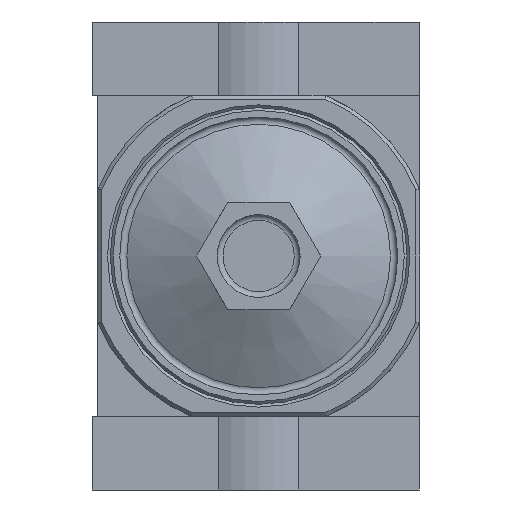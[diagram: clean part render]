
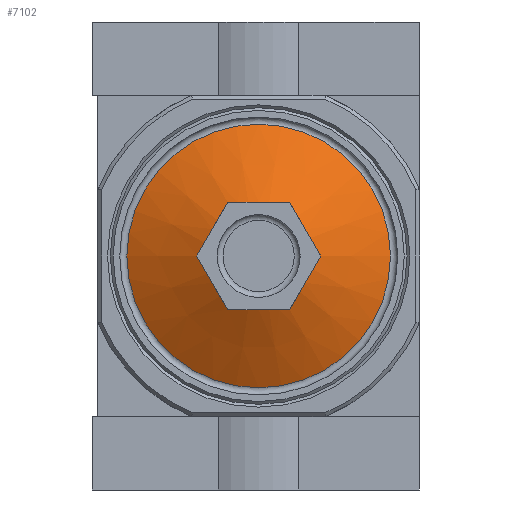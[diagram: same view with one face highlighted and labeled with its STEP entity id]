
A CAD part, front view. The second image highlights one B-rep face of the part: STEP entity #7102.
In plain terms, the highlighted conical face has half-angle 62 degrees and reference radius 27.03 mm.
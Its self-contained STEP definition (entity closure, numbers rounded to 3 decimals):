
#111=CONICAL_SURFACE('',#7576,27.031,1.082);
#178=B_SPLINE_CURVE_WITH_KNOTS('',3,(#10333,#10334,#10335,#10336,#10337,
#10338),.UNSPECIFIED.,.F.,.F.,(4,1,1,4),(0.,0.006,
0.01,0.013),.UNSPECIFIED.);
#179=B_SPLINE_CURVE_WITH_KNOTS('',3,(#10341,#10342,#10343,#10344,#10345,
#10346),.UNSPECIFIED.,.F.,.F.,(4,1,1,4),(0.016,0.023,
0.026,0.029),.UNSPECIFIED.);
#180=B_SPLINE_CURVE_WITH_KNOTS('',3,(#10348,#10349,#10350,#10351,#10352,
#10353),.UNSPECIFIED.,.F.,.F.,(4,1,1,4),(0.,0.006,
0.01,0.013),.UNSPECIFIED.);
#181=B_SPLINE_CURVE_WITH_KNOTS('',3,(#10355,#10356,#10357,#10358,#10359,
#10360),.UNSPECIFIED.,.F.,.F.,(4,1,1,4),(0.,0.006,
0.01,0.013),.UNSPECIFIED.);
#182=B_SPLINE_CURVE_WITH_KNOTS('',3,(#10362,#10363,#10364,#10365,#10366,
#10367),.UNSPECIFIED.,.F.,.F.,(4,1,1,4),(0.016,0.023,
0.026,0.029),.UNSPECIFIED.);
#183=B_SPLINE_CURVE_WITH_KNOTS('',3,(#10369,#10370,#10371,#10372,#10373,
#10374),.UNSPECIFIED.,.F.,.F.,(4,1,1,4),(0.,0.006,
0.01,0.013),.UNSPECIFIED.);
#517=CIRCLE('',#7577,27.031);
#941=ORIENTED_EDGE('',*,*,#2495,.F.);
#942=ORIENTED_EDGE('',*,*,#2496,.F.);
#943=ORIENTED_EDGE('',*,*,#2497,.F.);
#944=ORIENTED_EDGE('',*,*,#2498,.F.);
#945=ORIENTED_EDGE('',*,*,#2499,.F.);
#946=ORIENTED_EDGE('',*,*,#2500,.F.);
#947=ORIENTED_EDGE('',*,*,#2501,.T.);
#2495=EDGE_CURVE('',#3255,#3256,#178,.T.);
#2496=EDGE_CURVE('',#3257,#3255,#179,.T.);
#2497=EDGE_CURVE('',#3258,#3257,#180,.T.);
#2498=EDGE_CURVE('',#3259,#3258,#181,.T.);
#2499=EDGE_CURVE('',#3260,#3259,#182,.T.);
#2500=EDGE_CURVE('',#3256,#3260,#183,.T.);
#2501=EDGE_CURVE('',#3261,#3261,#517,.T.);
#3255=VERTEX_POINT('',#10339);
#3256=VERTEX_POINT('',#10340);
#3257=VERTEX_POINT('',#10347);
#3258=VERTEX_POINT('',#10354);
#3259=VERTEX_POINT('',#10361);
#3260=VERTEX_POINT('',#10368);
#3261=VERTEX_POINT('',#10376);
#4520=EDGE_LOOP('',(#941,#942,#943,#944,#945,#946));
#4521=EDGE_LOOP('',(#947));
#5028=FACE_BOUND('',#4520,.T.);
#5029=FACE_BOUND('',#4521,.T.);
#7102=ADVANCED_FACE('',(#5028,#5029),#111,.T.);
#7576=AXIS2_PLACEMENT_3D('',#10332,#8478,#8479);
#7577=AXIS2_PLACEMENT_3D('',#10375,#8480,#8481);
#8478=DIRECTION('',(0.,1.,0.));
#8479=DIRECTION('',(0.,0.,1.));
#8480=DIRECTION('',(0.,-1.,0.));
#8481=DIRECTION('',(0.,0.,-1.));
#10332=CARTESIAN_POINT('',(0.,-28.876,0.));
#10333=CARTESIAN_POINT('',(11.,-36.495,6.351));
#10334=CARTESIAN_POINT('',(9.198,-37.048,7.391));
#10335=CARTESIAN_POINT('',(6.446,-37.574,8.98));
#10336=CARTESIAN_POINT('',(2.713,-37.228,11.135));
#10337=CARTESIAN_POINT('',(0.902,-36.772,12.181));
#10338=CARTESIAN_POINT('',(0.,-36.495,12.702));
#10339=CARTESIAN_POINT('',(11.,-36.495,6.351));
#10340=CARTESIAN_POINT('',(0.,-36.495,12.702));
#10341=CARTESIAN_POINT('',(11.,-36.495,-6.351));
#10342=CARTESIAN_POINT('',(11.,-37.046,-4.278));
#10343=CARTESIAN_POINT('',(11.,-37.574,-1.115));
#10344=CARTESIAN_POINT('',(11.,-37.227,3.23));
#10345=CARTESIAN_POINT('',(11.,-36.771,5.315));
#10346=CARTESIAN_POINT('',(11.,-36.495,6.351));
#10347=CARTESIAN_POINT('',(11.,-36.495,-6.351));
#10348=CARTESIAN_POINT('',(0.,-36.495,-12.702));
#10349=CARTESIAN_POINT('',(1.802,-37.048,-11.662));
#10350=CARTESIAN_POINT('',(4.554,-37.574,-10.073));
#10351=CARTESIAN_POINT('',(8.287,-37.228,-7.917));
#10352=CARTESIAN_POINT('',(10.098,-36.772,-6.871));
#10353=CARTESIAN_POINT('',(11.,-36.495,-6.351));
#10354=CARTESIAN_POINT('',(0.,-36.495,-12.702));
#10355=CARTESIAN_POINT('',(-11.,-36.495,-6.351));
#10356=CARTESIAN_POINT('',(-9.198,-37.048,-7.391));
#10357=CARTESIAN_POINT('',(-6.446,-37.574,-8.98));
#10358=CARTESIAN_POINT('',(-2.713,-37.228,-11.135));
#10359=CARTESIAN_POINT('',(-0.902,-36.772,-12.181));
#10360=CARTESIAN_POINT('',(0.,-36.495,-12.702));
#10361=CARTESIAN_POINT('',(-11.,-36.495,-6.351));
#10362=CARTESIAN_POINT('',(-11.,-36.495,6.351));
#10363=CARTESIAN_POINT('',(-11.,-37.046,4.278));
#10364=CARTESIAN_POINT('',(-11.,-37.574,1.115));
#10365=CARTESIAN_POINT('',(-11.,-37.227,-3.23));
#10366=CARTESIAN_POINT('',(-11.,-36.771,-5.315));
#10367=CARTESIAN_POINT('',(-11.,-36.495,-6.351));
#10368=CARTESIAN_POINT('',(-11.,-36.495,6.351));
#10369=CARTESIAN_POINT('',(0.,-36.495,12.702));
#10370=CARTESIAN_POINT('',(-1.802,-37.048,11.662));
#10371=CARTESIAN_POINT('',(-4.554,-37.574,10.073));
#10372=CARTESIAN_POINT('',(-8.287,-37.228,7.917));
#10373=CARTESIAN_POINT('',(-10.098,-36.772,6.871));
#10374=CARTESIAN_POINT('',(-11.,-36.495,6.351));
#10375=CARTESIAN_POINT('',(0.,-28.876,0.));
#10376=CARTESIAN_POINT('',(0.,-28.876,-27.031));
